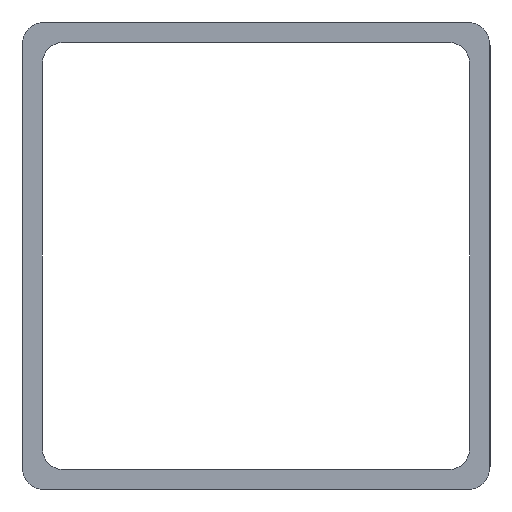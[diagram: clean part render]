
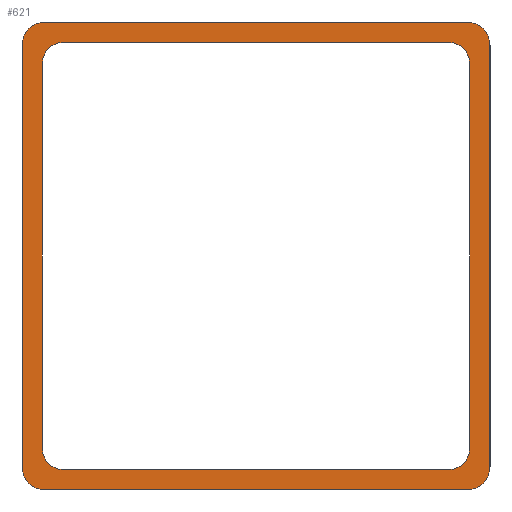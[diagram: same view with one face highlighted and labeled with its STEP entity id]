
A CAD part, left-side view. The second image highlights one B-rep face of the part: STEP entity #621.
In plain terms, the highlighted planar face has unit normal (-1, 0, 0).
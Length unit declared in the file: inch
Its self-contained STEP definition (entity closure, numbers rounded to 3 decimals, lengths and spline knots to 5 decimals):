
#4 = CARTESIAN_POINT ( 'NONE',  ( -6., -0.6165, 0.685 ) ) ;
#7 = CARTESIAN_POINT ( 'NONE',  ( -6., 0.675, -0.75 ) ) ;
#10 = DIRECTION ( 'NONE',  ( 0., 0., -1. ) ) ;
#15 = EDGE_CURVE ( 'NONE', #378, #643, #411, .T. ) ;
#17 = CIRCLE ( 'NONE', #565, 0.0685 ) ;
#18 = ORIENTED_EDGE ( 'NONE', *, *, #534, .T. ) ;
#20 = ORIENTED_EDGE ( 'NONE', *, *, #438, .F. ) ;
#29 = DIRECTION ( 'NONE',  ( 0., 0., -1. ) ) ;
#30 = DIRECTION ( 'NONE',  ( 0., 0., -1. ) ) ;
#38 = VECTOR ( 'NONE', #519, 39.37008 ) ;
#42 = PLANE ( 'NONE',  #609 ) ;
#45 = FACE_BOUND ( 'NONE', #146, .T. ) ;
#48 = DIRECTION ( 'NONE',  ( 0., 0., -1. ) ) ;
#49 = EDGE_CURVE ( 'NONE', #373, #202, #280, .T. ) ;
#57 = VERTEX_POINT ( 'NONE', #79 ) ;
#61 = CARTESIAN_POINT ( 'NONE',  ( -6., -0.75, -0.675 ) ) ;
#64 = CARTESIAN_POINT ( 'NONE',  ( -6., 0.685, -0.6165 ) ) ;
#68 = DIRECTION ( 'NONE',  ( 0., 0., -1. ) ) ;
#71 = ORIENTED_EDGE ( 'NONE', *, *, #581, .F. ) ;
#79 = CARTESIAN_POINT ( 'NONE',  ( -6., -0.75, 0.675 ) ) ;
#81 = FACE_OUTER_BOUND ( 'NONE', #192, .T. ) ;
#90 = EDGE_CURVE ( 'NONE', #414, #494, #591, .T. ) ;
#92 = CARTESIAN_POINT ( 'NONE',  ( -6., -0.75, -0.675 ) ) ;
#93 = VECTOR ( 'NONE', #350, 39.37008 ) ;
#98 = CARTESIAN_POINT ( 'NONE',  ( -6., 0.6165, 0.685 ) ) ;
#103 = CIRCLE ( 'NONE', #448, 0.075 ) ;
#108 = CARTESIAN_POINT ( 'NONE',  ( -6., 0.685, 0.6165 ) ) ;
#117 = CARTESIAN_POINT ( 'NONE',  ( -6., -0.6165, -0.685 ) ) ;
#120 = EDGE_CURVE ( 'NONE', #246, #414, #251, .T. ) ;
#121 = CARTESIAN_POINT ( 'NONE',  ( -6., 0.75, -0.675 ) ) ;
#127 = DIRECTION ( 'NONE',  ( 1., 0., 0. ) ) ;
#135 = CARTESIAN_POINT ( 'NONE',  ( -6., -0.675, -0.675 ) ) ;
#136 = VECTOR ( 'NONE', #640, 39.37008 ) ;
#139 = VERTEX_POINT ( 'NONE', #92 ) ;
#146 = EDGE_LOOP ( 'NONE', ( #633, #225, #18, #504, #546, #406, #349, #587 ) ) ;
#151 = EDGE_CURVE ( 'NONE', #522, #345, #632, .T. ) ;
#153 = LINE ( 'NONE', #222, #603 ) ;
#156 = VECTOR ( 'NONE', #465, 39.37008 ) ;
#157 = CARTESIAN_POINT ( 'NONE',  ( -6., -0.685, 0.6165 ) ) ;
#161 = DIRECTION ( 'NONE',  ( 0., 0., -1. ) ) ;
#169 = CARTESIAN_POINT ( 'NONE',  ( -6., -0.685, -0.6165 ) ) ;
#173 = CARTESIAN_POINT ( 'NONE',  ( -6., -0.675, -0.675 ) ) ;
#175 = ORIENTED_EDGE ( 'NONE', *, *, #475, .F. ) ;
#178 = VERTEX_POINT ( 'NONE', #380 ) ;
#179 = LINE ( 'NONE', #64, #38 ) ;
#186 = CARTESIAN_POINT ( 'NONE',  ( -6., 0.675, 0.675 ) ) ;
#192 = EDGE_LOOP ( 'NONE', ( #175, #460, #352, #20, #577, #339, #256, #71 ) ) ;
#196 = DIRECTION ( 'NONE',  ( 0., 0., -1. ) ) ;
#199 = AXIS2_PLACEMENT_3D ( 'NONE', #607, #308, #612 ) ;
#202 = VERTEX_POINT ( 'NONE', #237 ) ;
#212 = CARTESIAN_POINT ( 'NONE',  ( -6., 0.675, 0.75 ) ) ;
#220 = CARTESIAN_POINT ( 'NONE',  ( -6., -0.675, 0.75 ) ) ;
#222 = CARTESIAN_POINT ( 'NONE',  ( -6., -0.685, -0.6165 ) ) ;
#225 = ORIENTED_EDGE ( 'NONE', *, *, #238, .T. ) ;
#236 = EDGE_CURVE ( 'NONE', #299, #246, #153, .T. ) ;
#237 = CARTESIAN_POINT ( 'NONE',  ( -6., 0.75, -0.675 ) ) ;
#238 = EDGE_CURVE ( 'NONE', #494, #611, #17, .T. ) ;
#244 = DIRECTION ( 'NONE',  ( 1., 0., 0. ) ) ;
#246 = VERTEX_POINT ( 'NONE', #169 ) ;
#251 = CIRCLE ( 'NONE', #327, 0.0685 ) ;
#256 = ORIENTED_EDGE ( 'NONE', *, *, #49, .F. ) ;
#276 = LINE ( 'NONE', #61, #363 ) ;
#280 = CIRCLE ( 'NONE', #573, 0.075 ) ;
#299 = VERTEX_POINT ( 'NONE', #157 ) ;
#308 = DIRECTION ( 'NONE',  ( 1., 0., 0. ) ) ;
#314 = DIRECTION ( 'NONE',  ( 1., 0., 0. ) ) ;
#318 = EDGE_CURVE ( 'NONE', #321, #299, #576, .T. ) ;
#321 = VERTEX_POINT ( 'NONE', #4 ) ;
#327 = AXIS2_PLACEMENT_3D ( 'NONE', #550, #599, #48 ) ;
#334 = VECTOR ( 'NONE', #551, 39.37008 ) ;
#339 = ORIENTED_EDGE ( 'NONE', *, *, #575, .F. ) ;
#345 = VERTEX_POINT ( 'NONE', #212 ) ;
#349 = ORIENTED_EDGE ( 'NONE', *, *, #236, .T. ) ;
#350 = DIRECTION ( 'NONE',  ( 0., -1., 0. ) ) ;
#352 = ORIENTED_EDGE ( 'NONE', *, *, #520, .F. ) ;
#361 = EDGE_CURVE ( 'NONE', #643, #321, #440, .T. ) ;
#363 = VECTOR ( 'NONE', #453, 39.37008 ) ;
#367 = CARTESIAN_POINT ( 'NONE',  ( -6., -0.675, 0.675 ) ) ;
#373 = VERTEX_POINT ( 'NONE', #7 ) ;
#378 = VERTEX_POINT ( 'NONE', #108 ) ;
#380 = CARTESIAN_POINT ( 'NONE',  ( -6., -0.675, 0.75 ) ) ;
#385 = DIRECTION ( 'NONE',  ( 1., 0., 0. ) ) ;
#387 = EDGE_CURVE ( 'NONE', #57, #139, #276, .T. ) ;
#399 = CARTESIAN_POINT ( 'NONE',  ( -6., 0.6165, -0.685 ) ) ;
#406 = ORIENTED_EDGE ( 'NONE', *, *, #318, .T. ) ;
#409 = AXIS2_PLACEMENT_3D ( 'NONE', #367, #578, #68 ) ;
#411 = CIRCLE ( 'NONE', #616, 0.0685 ) ;
#414 = VERTEX_POINT ( 'NONE', #117 ) ;
#438 = EDGE_CURVE ( 'NONE', #345, #178, #558, .T. ) ;
#439 = DIRECTION ( 'NONE',  ( 0., 0., 1. ) ) ;
#440 = LINE ( 'NONE', #98, #93 ) ;
#444 = CARTESIAN_POINT ( 'NONE',  ( -6., 0.685, -0.6165 ) ) ;
#448 = AXIS2_PLACEMENT_3D ( 'NONE', #173, #314, #563 ) ;
#453 = DIRECTION ( 'NONE',  ( 0., 0., -1. ) ) ;
#460 = ORIENTED_EDGE ( 'NONE', *, *, #387, .F. ) ;
#465 = DIRECTION ( 'NONE',  ( 0., -1., 0. ) ) ;
#468 = DIRECTION ( 'NONE',  ( 0., 0., -1. ) ) ;
#475 = EDGE_CURVE ( 'NONE', #139, #527, #103, .T. ) ;
#481 = LINE ( 'NONE', #121, #495 ) ;
#487 = CARTESIAN_POINT ( 'NONE',  ( -6., 0.6165, 0.685 ) ) ;
#492 = CARTESIAN_POINT ( 'NONE',  ( -6., -0.675, -0.75 ) ) ;
#494 = VERTEX_POINT ( 'NONE', #511 ) ;
#495 = VECTOR ( 'NONE', #439, 39.37008 ) ;
#504 = ORIENTED_EDGE ( 'NONE', *, *, #15, .T. ) ;
#511 = CARTESIAN_POINT ( 'NONE',  ( -6., 0.6165, -0.685 ) ) ;
#515 = CARTESIAN_POINT ( 'NONE',  ( -6., -0.675, -0.75 ) ) ;
#518 = LINE ( 'NONE', #492, #136 ) ;
#519 = DIRECTION ( 'NONE',  ( 0., 0., 1. ) ) ;
#520 = EDGE_CURVE ( 'NONE', #178, #57, #613, .T. ) ;
#522 = VERTEX_POINT ( 'NONE', #617 ) ;
#527 = VERTEX_POINT ( 'NONE', #515 ) ;
#534 = EDGE_CURVE ( 'NONE', #611, #378, #179, .T. ) ;
#538 = CARTESIAN_POINT ( 'NONE',  ( -6., 0.6165, 0.6165 ) ) ;
#546 = ORIENTED_EDGE ( 'NONE', *, *, #361, .T. ) ;
#550 = CARTESIAN_POINT ( 'NONE',  ( -6., -0.6165, -0.6165 ) ) ;
#551 = DIRECTION ( 'NONE',  ( 0., 1., 0. ) ) ;
#558 = LINE ( 'NONE', #220, #156 ) ;
#562 = DIRECTION ( 'NONE',  ( 1., 0., 0. ) ) ;
#563 = DIRECTION ( 'NONE',  ( 0., 0., -1. ) ) ;
#565 = AXIS2_PLACEMENT_3D ( 'NONE', #566, #562, #10 ) ;
#566 = CARTESIAN_POINT ( 'NONE',  ( -6., 0.6165, -0.6165 ) ) ;
#573 = AXIS2_PLACEMENT_3D ( 'NONE', #641, #656, #161 ) ;
#575 = EDGE_CURVE ( 'NONE', #202, #522, #481, .T. ) ;
#576 = CIRCLE ( 'NONE', #199, 0.0685 ) ;
#577 = ORIENTED_EDGE ( 'NONE', *, *, #151, .F. ) ;
#578 = DIRECTION ( 'NONE',  ( 1., 0., 0. ) ) ;
#581 = EDGE_CURVE ( 'NONE', #527, #373, #518, .T. ) ;
#587 = ORIENTED_EDGE ( 'NONE', *, *, #120, .T. ) ;
#591 = LINE ( 'NONE', #399, #334 ) ;
#599 = DIRECTION ( 'NONE',  ( 1., 0., 0. ) ) ;
#601 = AXIS2_PLACEMENT_3D ( 'NONE', #186, #127, #29 ) ;
#603 = VECTOR ( 'NONE', #468, 39.37008 ) ;
#607 = CARTESIAN_POINT ( 'NONE',  ( -6., -0.6165, 0.6165 ) ) ;
#609 = AXIS2_PLACEMENT_3D ( 'NONE', #135, #385, #196 ) ;
#611 = VERTEX_POINT ( 'NONE', #444 ) ;
#612 = DIRECTION ( 'NONE',  ( 0., 0., -1. ) ) ;
#613 = CIRCLE ( 'NONE', #409, 0.075 ) ;
#616 = AXIS2_PLACEMENT_3D ( 'NONE', #538, #244, #30 ) ;
#617 = CARTESIAN_POINT ( 'NONE',  ( -6., 0.75, 0.675 ) ) ;
#621 = ADVANCED_FACE ( 'NONE', ( #45, #81 ), #42, .F. ) ;
#632 = CIRCLE ( 'NONE', #601, 0.075 ) ;
#633 = ORIENTED_EDGE ( 'NONE', *, *, #90, .T. ) ;
#640 = DIRECTION ( 'NONE',  ( 0., 1., 0. ) ) ;
#641 = CARTESIAN_POINT ( 'NONE',  ( -6., 0.675, -0.675 ) ) ;
#643 = VERTEX_POINT ( 'NONE', #487 ) ;
#656 = DIRECTION ( 'NONE',  ( 1., 0., 0. ) ) ;
